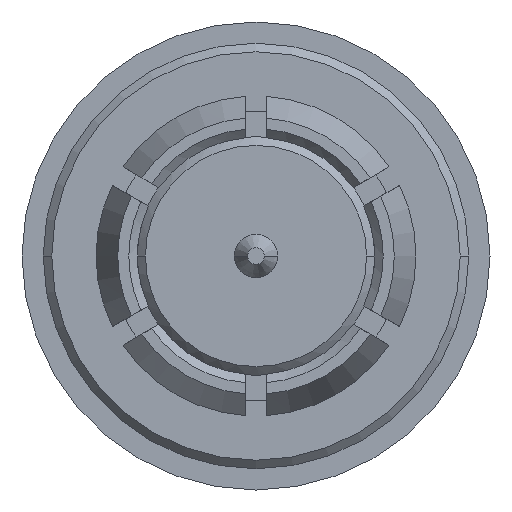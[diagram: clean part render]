
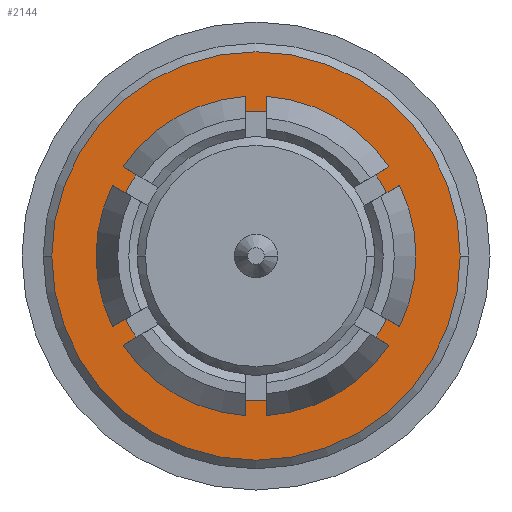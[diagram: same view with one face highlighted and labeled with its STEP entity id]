
A CAD part, left-side view. The second image highlights one B-rep face of the part: STEP entity #2144.
In plain terms, the highlighted planar face has unit normal (-1, 0, 0).
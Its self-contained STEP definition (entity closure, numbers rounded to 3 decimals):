
#15=CARTESIAN_POINT('',(4.2,0.,0.));
#16=DIRECTION('',(-1.,0.,0.));
#17=DIRECTION('',(0.,-1.,0.));
#18=AXIS2_PLACEMENT_3D('',#15,#16,#17);
#20=CARTESIAN_POINT('',(4.2,0.,0.));
#21=DIRECTION('',(-1.,0.,0.));
#22=DIRECTION('',(0.,1.,0.));
#23=AXIS2_PLACEMENT_3D('',#20,#21,#22);
#25=CARTESIAN_POINT('',(4.2,0.,0.));
#26=DIRECTION('',(-1.,0.,0.));
#27=DIRECTION('',(0.,1.,0.));
#28=AXIS2_PLACEMENT_3D('',#25,#26,#27);
#30=CARTESIAN_POINT('',(4.2,0.,0.));
#31=DIRECTION('',(1.,0.,0.));
#32=DIRECTION('',(0.,1.,0.));
#33=AXIS2_PLACEMENT_3D('',#30,#31,#32);
#1710=CARTESIAN_POINT('',(4.2,1.7,0.));
#1712=VERTEX_POINT('',#1710);
#1714=CARTESIAN_POINT('',(4.2,-1.7,0.));
#1716=VERTEX_POINT('',#1714);
#1857=CARTESIAN_POINT('',(4.2,-2.4,0.));
#1858=CARTESIAN_POINT('',(4.2,2.4,0.));
#1859=VERTEX_POINT('',#1857);
#1860=VERTEX_POINT('',#1858);
#2128=CARTESIAN_POINT('',(4.2,0.,0.));
#2129=DIRECTION('',(1.,0.,0.));
#2130=DIRECTION('',(0.,-1.,0.));
#2131=AXIS2_PLACEMENT_3D('',#2128,#2129,#2130);
#2132=PLANE('',#2131);
#2133=ORIENTED_EDGE('',*,*,#2118,.F.);
#2135=ORIENTED_EDGE('',*,*,#2134,.F.);
#2136=EDGE_LOOP('',(#2133,#2135));
#2137=FACE_OUTER_BOUND('',#2136,.F.);
#2139=ORIENTED_EDGE('',*,*,#2138,.T.);
#2141=ORIENTED_EDGE('',*,*,#2140,.F.);
#2142=EDGE_LOOP('',(#2139,#2141));
#2143=FACE_BOUND('',#2142,.F.);
#2144=ADVANCED_FACE('',(#2137,#2143),#2132,.F.);
#19=CIRCLE('',#18,2.4);
#24=CIRCLE('',#23,2.4);
#29=CIRCLE('',#28,1.7);
#34=CIRCLE('',#33,1.7);
#2118=EDGE_CURVE('',#1859,#1860,#19,.T.);
#2134=EDGE_CURVE('',#1860,#1859,#24,.T.);
#2138=EDGE_CURVE('',#1712,#1716,#29,.T.);
#2140=EDGE_CURVE('',#1712,#1716,#34,.T.);
